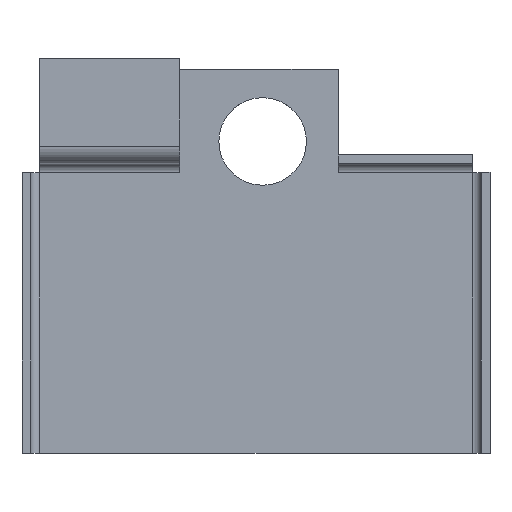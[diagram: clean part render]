
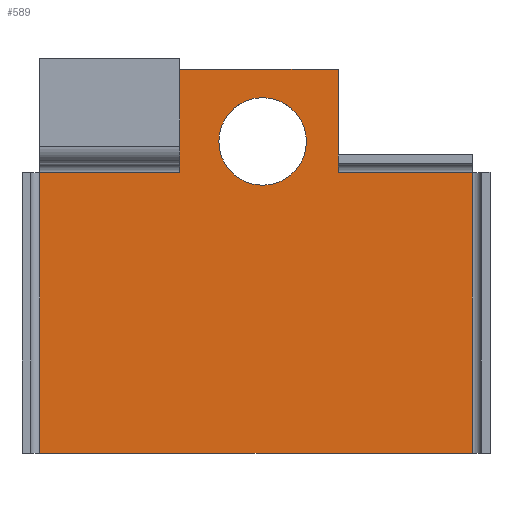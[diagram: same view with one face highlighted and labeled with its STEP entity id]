
A CAD part, top view. The second image highlights one B-rep face of the part: STEP entity #589.
In plain terms, the highlighted planar face has unit normal (0, 0, 1).
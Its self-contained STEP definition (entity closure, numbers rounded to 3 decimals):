
#347 = VERTEX_POINT('',#348);
#348 = CARTESIAN_POINT('',(0.,32.044,1.));
#389 = VERTEX_POINT('',#390);
#390 = CARTESIAN_POINT('',(15.985,33.776,1.));
#423 = VERTEX_POINT('',#424);
#424 = CARTESIAN_POINT('',(15.985,32.044,1.));
#431 = EDGE_CURVE('',#347,#423,#432,.T.);
#432 = LINE('',#433,#434);
#433 = CARTESIAN_POINT('',(0.,32.044,1.));
#434 = VECTOR('',#435,1.);
#435 = DIRECTION('',(1.,0.,0.));
#478 = EDGE_CURVE('',#389,#423,#479,.T.);
#479 = LINE('',#480,#481);
#480 = CARTESIAN_POINT('',(15.985,43.869,1.));
#481 = VECTOR('',#482,1.);
#482 = DIRECTION('',(0.,-1.,0.));
#504 = VERTEX_POINT('',#505);
#505 = CARTESIAN_POINT('',(15.985,43.869,1.));
#511 = EDGE_CURVE('',#504,#389,#512,.T.);
#512 = LINE('',#513,#514);
#513 = CARTESIAN_POINT('',(15.985,43.869,1.));
#514 = VECTOR('',#515,1.);
#515 = DIRECTION('',(0.,-1.,0.));
#589 = ADVANCED_FACE('',(#590,#649),#660,.T.);
#590 = FACE_BOUND('',#591,.T.);
#591 = EDGE_LOOP('',(#592,#593,#594,#595,#603,#611,#619,#627,#635,#643)
  );
#592 = ORIENTED_EDGE('',*,*,#511,.T.);
#593 = ORIENTED_EDGE('',*,*,#478,.T.);
#594 = ORIENTED_EDGE('',*,*,#431,.F.);
#595 = ORIENTED_EDGE('',*,*,#596,.T.);
#596 = EDGE_CURVE('',#347,#597,#599,.T.);
#597 = VERTEX_POINT('',#598);
#598 = CARTESIAN_POINT('',(0.,0.,1.));
#599 = LINE('',#600,#601);
#600 = CARTESIAN_POINT('',(0.,32.044,1.));
#601 = VECTOR('',#602,1.);
#602 = DIRECTION('',(0.,-1.,0.));
#603 = ORIENTED_EDGE('',*,*,#604,.T.);
#604 = EDGE_CURVE('',#597,#605,#607,.T.);
#605 = VERTEX_POINT('',#606);
#606 = CARTESIAN_POINT('',(49.416,0.,1.));
#607 = LINE('',#608,#609);
#608 = CARTESIAN_POINT('',(0.,0.,1.));
#609 = VECTOR('',#610,1.);
#610 = DIRECTION('',(1.,0.,0.));
#611 = ORIENTED_EDGE('',*,*,#612,.T.);
#612 = EDGE_CURVE('',#605,#613,#615,.T.);
#613 = VERTEX_POINT('',#614);
#614 = CARTESIAN_POINT('',(49.416,32.044,1.));
#615 = LINE('',#616,#617);
#616 = CARTESIAN_POINT('',(49.416,0.,1.));
#617 = VECTOR('',#618,1.);
#618 = DIRECTION('',(0.,1.,0.));
#619 = ORIENTED_EDGE('',*,*,#620,.F.);
#620 = EDGE_CURVE('',#621,#613,#623,.T.);
#621 = VERTEX_POINT('',#622);
#622 = CARTESIAN_POINT('',(34.088,32.044,1.));
#623 = LINE('',#624,#625);
#624 = CARTESIAN_POINT('',(34.088,32.044,1.));
#625 = VECTOR('',#626,1.);
#626 = DIRECTION('',(1.,0.,0.));
#627 = ORIENTED_EDGE('',*,*,#628,.T.);
#628 = EDGE_CURVE('',#621,#629,#631,.T.);
#629 = VERTEX_POINT('',#630);
#630 = CARTESIAN_POINT('',(34.088,33.776,1.));
#631 = LINE('',#632,#633);
#632 = CARTESIAN_POINT('',(34.088,32.044,1.));
#633 = VECTOR('',#634,1.);
#634 = DIRECTION('',(0.,1.,0.));
#635 = ORIENTED_EDGE('',*,*,#636,.T.);
#636 = EDGE_CURVE('',#629,#637,#639,.T.);
#637 = VERTEX_POINT('',#638);
#638 = CARTESIAN_POINT('',(34.088,43.869,1.));
#639 = LINE('',#640,#641);
#640 = CARTESIAN_POINT('',(34.088,32.044,1.));
#641 = VECTOR('',#642,1.);
#642 = DIRECTION('',(0.,1.,0.));
#643 = ORIENTED_EDGE('',*,*,#644,.F.);
#644 = EDGE_CURVE('',#504,#637,#645,.T.);
#645 = LINE('',#646,#647);
#646 = CARTESIAN_POINT('',(15.985,43.869,1.));
#647 = VECTOR('',#648,1.);
#648 = DIRECTION('',(1.,0.,0.));
#649 = FACE_BOUND('',#650,.F.);
#650 = EDGE_LOOP('',(#651));
#651 = ORIENTED_EDGE('',*,*,#652,.T.);
#652 = EDGE_CURVE('',#653,#653,#655,.T.);
#653 = VERTEX_POINT('',#654);
#654 = CARTESIAN_POINT('',(30.464,35.604,1.));
#655 = CIRCLE('',#656,5.);
#656 = AXIS2_PLACEMENT_3D('',#657,#658,#659);
#657 = CARTESIAN_POINT('',(25.464,35.604,1.));
#658 = DIRECTION('',(0.,0.,1.));
#659 = DIRECTION('',(1.,0.,0.));
#660 = PLANE('',#661);
#661 = AXIS2_PLACEMENT_3D('',#662,#663,#664);
#662 = CARTESIAN_POINT('',(24.837,21.863,1.));
#663 = DIRECTION('',(0.,0.,1.));
#664 = DIRECTION('',(1.,0.,0.));
